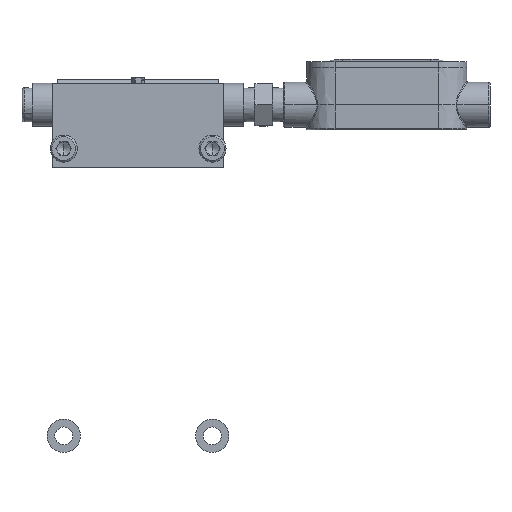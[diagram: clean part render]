
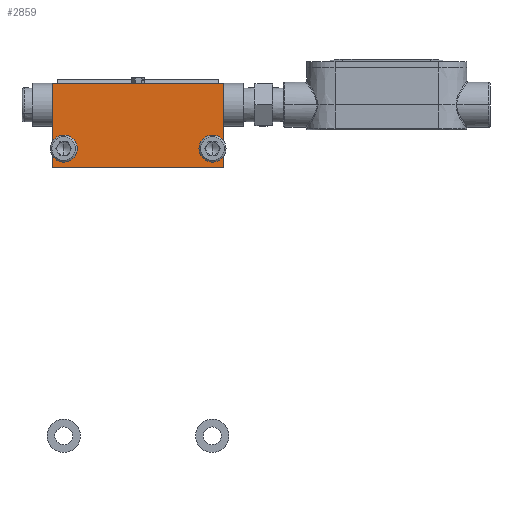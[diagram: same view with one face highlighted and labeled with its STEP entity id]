
A CAD part, front view. The second image highlights one B-rep face of the part: STEP entity #2859.
In plain terms, the highlighted planar face has unit normal (0, -1, 0).
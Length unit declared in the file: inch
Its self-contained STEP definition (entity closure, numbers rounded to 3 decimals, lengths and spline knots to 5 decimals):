
#98 = CARTESIAN_POINT ( 'NONE',  ( -0.45, 0., -1.52928 ) ) ;
#169 = CARTESIAN_POINT ( 'NONE',  ( -0.45, 0., 1.73228 ) ) ;
#187 = CARTESIAN_POINT ( 'NONE',  ( 0., 0., -2. ) ) ;
#796 = CARTESIAN_POINT ( 'NONE',  ( -0.45, 0., -1.73228 ) ) ;
#845 = CARTESIAN_POINT ( 'NONE',  ( 0., 0., 2. ) ) ;
#897 = FACE_BOUND ( 'NONE', #13746, .T. ) ;
#1046 = LINE ( 'NONE', #9630, #9851 ) ;
#1281 = DIRECTION ( 'NONE',  ( 0., 0., 1. ) ) ;
#1361 = CARTESIAN_POINT ( 'NONE',  ( -0.45, 0., 1.73228 ) ) ;
#1552 = LINE ( 'NONE', #11846, #4123 ) ;
#1648 = ORIENTED_EDGE ( 'NONE', *, *, #11289, .T. ) ;
#1930 = DIRECTION ( 'NONE',  ( 0., 0., 1. ) ) ;
#1988 = VERTEX_POINT ( 'NONE', #845 ) ;
#2501 = DIRECTION ( 'NONE',  ( 0., 0., 1. ) ) ;
#2684 = VERTEX_POINT ( 'NONE', #98 ) ;
#2741 = ORIENTED_EDGE ( 'NONE', *, *, #11976, .F. ) ;
#2811 = AXIS2_PLACEMENT_3D ( 'NONE', #1361, #9094, #2501 ) ;
#2859 = ADVANCED_FACE ( 'NONE', ( #897, #3169, #11616 ), #9548, .T. ) ;
#2891 = AXIS2_PLACEMENT_3D ( 'NONE', #7325, #12895, #5161 ) ;
#3169 = FACE_OUTER_BOUND ( 'NONE', #12391, .T. ) ;
#3775 = ORIENTED_EDGE ( 'NONE', *, *, #13010, .T. ) ;
#3784 = EDGE_CURVE ( 'NONE', #9440, #11673, #9859, .T. ) ;
#4048 = ORIENTED_EDGE ( 'NONE', *, *, #8202, .F. ) ;
#4123 = VECTOR ( 'NONE', #5230, 39.37008 ) ;
#4693 = CARTESIAN_POINT ( 'NONE',  ( 0., 0., -2. ) ) ;
#5161 = DIRECTION ( 'NONE',  ( 0., 0., -1. ) ) ;
#5215 = AXIS2_PLACEMENT_3D ( 'NONE', #796, #8539, #1930 ) ;
#5230 = DIRECTION ( 'NONE',  ( 0., 0., -1. ) ) ;
#5264 = EDGE_CURVE ( 'NONE', #1988, #9065, #1552, .T. ) ;
#5922 = DIRECTION ( 'NONE',  ( 0., 0., 1. ) ) ;
#6528 = DIRECTION ( 'NONE',  ( 0., 1., 0. ) ) ;
#6598 = VERTEX_POINT ( 'NONE', #11331 ) ;
#7325 = CARTESIAN_POINT ( 'NONE',  ( 0., 0., 2. ) ) ;
#7552 = ORIENTED_EDGE ( 'NONE', *, *, #8882, .F. ) ;
#7716 = EDGE_LOOP ( 'NONE', ( #3775, #10721 ) ) ;
#7893 = DIRECTION ( 'NONE',  ( 0., 1., 0. ) ) ;
#8182 = EDGE_CURVE ( 'NONE', #11828, #2684, #10220, .T. ) ;
#8202 = EDGE_CURVE ( 'NONE', #6598, #1988, #1046, .T. ) ;
#8526 = AXIS2_PLACEMENT_3D ( 'NONE', #169, #7893, #1281 ) ;
#8539 = DIRECTION ( 'NONE',  ( 0., 1., 0. ) ) ;
#8685 = CARTESIAN_POINT ( 'NONE',  ( -0.45, 0., -1.93528 ) ) ;
#8882 = EDGE_CURVE ( 'NONE', #10100, #6598, #10206, .T. ) ;
#9065 = VERTEX_POINT ( 'NONE', #187 ) ;
#9094 = DIRECTION ( 'NONE',  ( 0., 1., 0. ) ) ;
#9141 = CIRCLE ( 'NONE', #10911, 0.203 ) ;
#9440 = VERTEX_POINT ( 'NONE', #10590 ) ;
#9548 = PLANE ( 'NONE',  #2891 ) ;
#9630 = CARTESIAN_POINT ( 'NONE',  ( 0., 0., 2. ) ) ;
#9851 = VECTOR ( 'NONE', #10696, 39.37008 ) ;
#9859 = CIRCLE ( 'NONE', #2811, 0.203 ) ;
#10100 = VERTEX_POINT ( 'NONE', #11875 ) ;
#10166 = VECTOR ( 'NONE', #13464, 39.37008 ) ;
#10206 = LINE ( 'NONE', #11428, #12789 ) ;
#10220 = CIRCLE ( 'NONE', #5215, 0.203 ) ;
#10590 = CARTESIAN_POINT ( 'NONE',  ( -0.45, 0., 1.93528 ) ) ;
#10645 = CARTESIAN_POINT ( 'NONE',  ( -0.45, 0., 1.52928 ) ) ;
#10692 = CIRCLE ( 'NONE', #8526, 0.203 ) ;
#10696 = DIRECTION ( 'NONE',  ( 1., 0., 0. ) ) ;
#10721 = ORIENTED_EDGE ( 'NONE', *, *, #3784, .T. ) ;
#10911 = AXIS2_PLACEMENT_3D ( 'NONE', #13149, #6528, #14269 ) ;
#11289 = EDGE_CURVE ( 'NONE', #2684, #11828, #9141, .T. ) ;
#11331 = CARTESIAN_POINT ( 'NONE',  ( -1.97, 0., 2. ) ) ;
#11428 = CARTESIAN_POINT ( 'NONE',  ( -1.97, 0., -2. ) ) ;
#11616 = FACE_BOUND ( 'NONE', #7716, .T. ) ;
#11673 = VERTEX_POINT ( 'NONE', #10645 ) ;
#11757 = ORIENTED_EDGE ( 'NONE', *, *, #5264, .F. ) ;
#11828 = VERTEX_POINT ( 'NONE', #8685 ) ;
#11846 = CARTESIAN_POINT ( 'NONE',  ( 0., 0., -2. ) ) ;
#11875 = CARTESIAN_POINT ( 'NONE',  ( -1.97, 0., -2. ) ) ;
#11976 = EDGE_CURVE ( 'NONE', #9065, #10100, #13665, .T. ) ;
#12391 = EDGE_LOOP ( 'NONE', ( #11757, #4048, #7552, #2741 ) ) ;
#12789 = VECTOR ( 'NONE', #5922, 39.37008 ) ;
#12895 = DIRECTION ( 'NONE',  ( 0., -1., 0. ) ) ;
#13010 = EDGE_CURVE ( 'NONE', #11673, #9440, #10692, .T. ) ;
#13149 = CARTESIAN_POINT ( 'NONE',  ( -0.45, 0., -1.73228 ) ) ;
#13353 = ORIENTED_EDGE ( 'NONE', *, *, #8182, .T. ) ;
#13464 = DIRECTION ( 'NONE',  ( -1., 0., 0. ) ) ;
#13665 = LINE ( 'NONE', #4693, #10166 ) ;
#13746 = EDGE_LOOP ( 'NONE', ( #13353, #1648 ) ) ;
#14269 = DIRECTION ( 'NONE',  ( 0., 0., 1. ) ) ;
